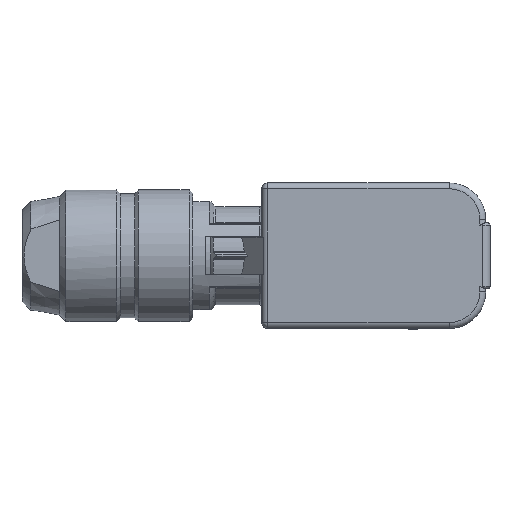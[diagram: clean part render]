
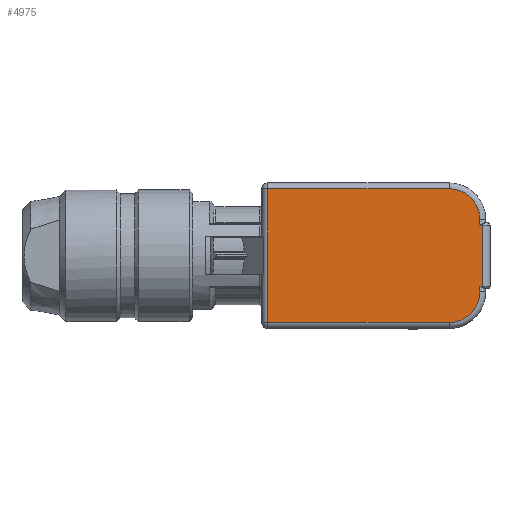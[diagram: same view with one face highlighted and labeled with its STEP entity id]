
A CAD part, top view. The second image highlights one B-rep face of the part: STEP entity #4975.
In plain terms, the highlighted planar face has unit normal (0, 0, 1).
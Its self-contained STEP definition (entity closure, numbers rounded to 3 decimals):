
#1218=FACE_OUTER_BOUND('',#6299,.T.);
#2592=LINE('',#28105,#3479);
#2596=LINE('',#28182,#3483);
#2598=LINE('',#28185,#3485);
#2702=LINE('',#28971,#3589);
#2704=LINE('',#28980,#3591);
#2706=LINE('',#28993,#3593);
#2707=LINE('',#29001,#3594);
#2729=LINE('',#29088,#3616);
#3479=VECTOR('',#20274,1.);
#3483=VECTOR('',#20304,1.);
#3485=VECTOR('',#20308,1.);
#3589=VECTOR('',#20764,1.);
#3591=VECTOR('',#20776,1.);
#3593=VECTOR('',#20790,1.);
#3594=VECTOR('',#20801,1.);
#3616=VECTOR('',#20857,1.);
#4065=PLANE('',#16835);
#4975=ADVANCED_FACE('',(#1218),#4065,.T.);
#6299=EDGE_LOOP('',(#10582,#10583,#10584,#10585,#10586,#10587,#10588,#10589,
#10590,#10591));
#10582=ORIENTED_EDGE('',*,*,#14385,.T.);
#10583=ORIENTED_EDGE('',*,*,#14134,.T.);
#10584=ORIENTED_EDGE('',*,*,#14153,.T.);
#10585=ORIENTED_EDGE('',*,*,#14151,.T.);
#10586=ORIENTED_EDGE('',*,*,#14375,.T.);
#10587=ORIENTED_EDGE('',*,*,#14373,.T.);
#10588=ORIENTED_EDGE('',*,*,#14370,.T.);
#10589=ORIENTED_EDGE('',*,*,#14418,.F.);
#10590=ORIENTED_EDGE('',*,*,#14381,.T.);
#10591=ORIENTED_EDGE('',*,*,#14383,.T.);
#12022=VERTEX_POINT('',#28089);
#12025=VERTEX_POINT('',#28106);
#12036=VERTEX_POINT('',#28171);
#12037=VERTEX_POINT('',#28181);
#12173=VERTEX_POINT('',#28961);
#12176=VERTEX_POINT('',#28968);
#12178=VERTEX_POINT('',#28974);
#12182=VERTEX_POINT('',#28986);
#12184=VERTEX_POINT('',#28992);
#12186=VERTEX_POINT('',#28997);
#14134=EDGE_CURVE('',#12025,#12022,#2592,.T.);
#14151=EDGE_CURVE('',#12036,#12037,#2596,.T.);
#14153=EDGE_CURVE('',#12022,#12036,#2598,.T.);
#14370=EDGE_CURVE('',#12176,#12173,#2702,.T.);
#14373=EDGE_CURVE('',#12178,#12176,#15216,.T.);
#14375=EDGE_CURVE('',#12037,#12178,#2704,.T.);
#14381=EDGE_CURVE('',#12182,#12184,#2706,.T.);
#14383=EDGE_CURVE('',#12184,#12186,#15222,.T.);
#14385=EDGE_CURVE('',#12186,#12025,#2707,.T.);
#14418=EDGE_CURVE('',#12182,#12173,#2729,.T.);
#15216=CIRCLE('',#16798,4.2);
#15222=CIRCLE('',#16808,4.2);
#16798=AXIS2_PLACEMENT_3D('',#28977,#20771,#20772);
#16808=AXIS2_PLACEMENT_3D('',#28998,#20795,#20796);
#16835=AXIS2_PLACEMENT_3D('',#29103,#20875,#20876);
#20274=DIRECTION('',(1.,0.,0.));
#20304=DIRECTION('',(-1.,0.,0.));
#20308=DIRECTION('',(0.,1.,0.));
#20764=DIRECTION('',(-1.,0.,0.));
#20771=DIRECTION('',(0.,0.,1.));
#20772=DIRECTION('',(1.,0.,0.));
#20776=DIRECTION('',(0.,1.,0.));
#20790=DIRECTION('',(1.,0.,0.));
#20795=DIRECTION('',(0.,0.,1.));
#20796=DIRECTION('',(1.,0.,0.));
#20801=DIRECTION('',(0.,1.,0.));
#20857=DIRECTION('',(0.,1.,0.));
#20875=DIRECTION('',(0.,0.,1.));
#20876=DIRECTION('',(1.,0.,0.));
#28089=CARTESIAN_POINT('',(9.5,-4.2,23.8));
#28105=CARTESIAN_POINT('',(8.9,-4.2,23.8));
#28106=CARTESIAN_POINT('',(9.2,-4.2,23.8));
#28171=CARTESIAN_POINT('',(9.5,4.2,23.8));
#28181=CARTESIAN_POINT('',(9.2,4.2,23.8));
#28182=CARTESIAN_POINT('',(8.9,4.2,23.8));
#28185=CARTESIAN_POINT('',(9.5,4.5,23.8));
#28961=CARTESIAN_POINT('',(-20.,9.2,23.8));
#28968=CARTESIAN_POINT('',(5.,9.2,23.8));
#28971=CARTESIAN_POINT('',(-10.4,9.2,23.8));
#28974=CARTESIAN_POINT('',(9.2,5.,23.8));
#28977=CARTESIAN_POINT('',(5.,5.,23.8));
#28980=CARTESIAN_POINT('',(9.2,5.,23.8));
#28986=CARTESIAN_POINT('',(-20.,-9.2,23.8));
#28992=CARTESIAN_POINT('',(5.,-9.2,23.8));
#28993=CARTESIAN_POINT('',(-10.4,-9.2,23.8));
#28997=CARTESIAN_POINT('',(9.2,-5.,23.8));
#28998=CARTESIAN_POINT('',(5.,-5.,23.8));
#29001=CARTESIAN_POINT('',(9.2,5.,23.8));
#29088=CARTESIAN_POINT('',(-20.,-2.55,23.8));
#29103=CARTESIAN_POINT('',(-10.4,5.,23.8));
